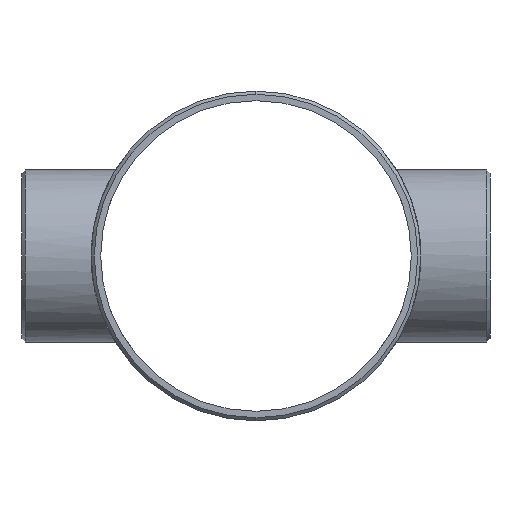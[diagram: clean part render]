
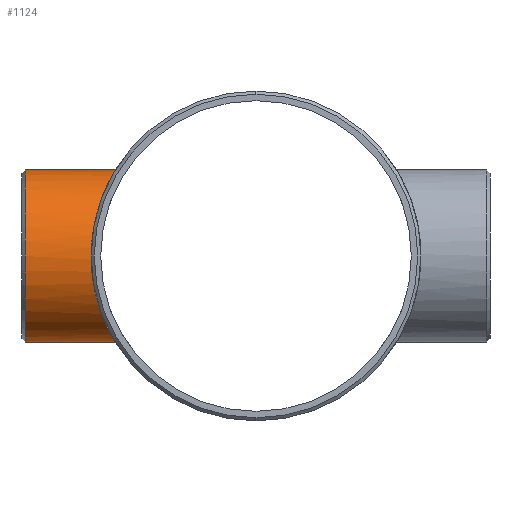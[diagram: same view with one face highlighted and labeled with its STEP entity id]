
A CAD part, left-side view. The second image highlights one B-rep face of the part: STEP entity #1124.
In plain terms, the highlighted cylindrical face has radius 57.15 mm (diameter 114.3 mm), a partial arc.
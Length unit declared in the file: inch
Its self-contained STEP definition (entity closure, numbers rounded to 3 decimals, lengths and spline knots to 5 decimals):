
#9 = CARTESIAN_POINT ( 'NONE',  ( -2.12791, 4.25003, -0.73492 ) ) ;
#17 = CARTESIAN_POINT ( 'NONE',  ( -1.75738, 4.07714, 1.4055 ) ) ;
#25 = CARTESIAN_POINT ( 'NONE',  ( -1.13134, 3.84731, 1.95039 ) ) ;
#29 = DIRECTION ( 'NONE',  ( 0., 0., -1. ) ) ;
#34 = EDGE_CURVE ( 'NONE', #565, #1172, #934, .T. ) ;
#38 = CARTESIAN_POINT ( 'NONE',  ( 0., 6.12, 0. ) ) ;
#45 = DIRECTION ( 'NONE',  ( 0., -1., 0. ) ) ;
#81 = CARTESIAN_POINT ( 'NONE',  ( -1.37358, 3.92698, -1.78244 ) ) ;
#86 = DIRECTION ( 'NONE',  ( 0., -1., 0. ) ) ;
#94 = CARTESIAN_POINT ( 'NONE',  ( -2.18964, 4.28131, -0.51902 ) ) ;
#110 = CARTESIAN_POINT ( 'NONE',  ( 0., 6.03667, 2.25 ) ) ;
#111 = CARTESIAN_POINT ( 'NONE',  ( -2.19053, 4.28175, 0.51925 ) ) ;
#122 = CARTESIAN_POINT ( 'NONE',  ( -2.24252, 4.3086, 0.18715 ) ) ;
#127 = FACE_OUTER_BOUND ( 'NONE', #1103, .T. ) ;
#165 = CARTESIAN_POINT ( 'NONE',  ( -0.30032, 3.68842, -2.23481 ) ) ;
#181 = ORIENTED_EDGE ( 'NONE', *, *, #452, .T. ) ;
#195 = CARTESIAN_POINT ( 'NONE',  ( -1.00339, 3.81114, 2.01916 ) ) ;
#201 = CARTESIAN_POINT ( 'NONE',  ( -0.14956, 3.67902, 2.25 ) ) ;
#209 = CARTESIAN_POINT ( 'NONE',  ( -1.84633, 4.11628, -1.28643 ) ) ;
#217 = CIRCLE ( 'NONE', #1081, 2.25 ) ;
#223 = CARTESIAN_POINT ( 'NONE',  ( -2.24911, 4.31204, 0.07372 ) ) ;
#245 = ORIENTED_EDGE ( 'NONE', *, *, #34, .T. ) ;
#290 = CARTESIAN_POINT ( 'NONE',  ( 0., 6.03667, 0. ) ) ;
#292 = CARTESIAN_POINT ( 'NONE',  ( -1.84497, 4.11567, 1.28838 ) ) ;
#295 = LINE ( 'NONE', #873, #956 ) ;
#301 = CARTESIAN_POINT ( 'NONE',  ( -2.22006, 4.29694, 0.37333 ) ) ;
#308 = CARTESIAN_POINT ( 'NONE',  ( -2.12749, 4.24985, 0.73326 ) ) ;
#319 = CARTESIAN_POINT ( 'NONE',  ( -1.94814, 4.16235, -1.13513 ) ) ;
#366 = CARTESIAN_POINT ( 'NONE',  ( -0.80262, 3.76539, -2.1023 ) ) ;
#369 = CARTESIAN_POINT ( 'NONE',  ( -0.59071, 3.72548, -2.17235 ) ) ;
#372 = CARTESIAN_POINT ( 'NONE',  ( -1.7589, 4.0778, -1.4036 ) ) ;
#387 = CARTESIAN_POINT ( 'NONE',  ( -2.19794, 4.28557, -0.48263 ) ) ;
#395 = CARTESIAN_POINT ( 'NONE',  ( -2.01732, 4.19551, -1.0072 ) ) ;
#403 = CARTESIAN_POINT ( 'NONE',  ( -1.82516, 4.10682, -1.3163 ) ) ;
#411 = CARTESIAN_POINT ( 'NONE',  ( -0.73257, 3.7506, 2.12869 ) ) ;
#452 = EDGE_CURVE ( 'NONE', #763, #749, #217, .T. ) ;
#468 = CARTESIAN_POINT ( 'NONE',  ( -0.69766, 3.74442, -2.13943 ) ) ;
#473 = CARTESIAN_POINT ( 'NONE',  ( -1.0061, 3.81183, -2.01787 ) ) ;
#477 = CARTESIAN_POINT ( 'NONE',  ( -1.53914, 3.98772, -1.64278 ) ) ;
#496 = CARTESIAN_POINT ( 'NONE',  ( -2.24989, 4.31245, -0.15187 ) ) ;
#503 = CARTESIAN_POINT ( 'NONE',  ( -1.68783, 4.04749, 1.48963 ) ) ;
#511 = CARTESIAN_POINT ( 'NONE',  ( -2.01661, 4.19516, 1.00882 ) ) ;
#527 = EDGE_CURVE ( 'NONE', #749, #565, #656, .T. ) ;
#562 = CARTESIAN_POINT ( 'NONE',  ( -0.51867, 3.71469, -2.19066 ) ) ;
#565 = VERTEX_POINT ( 'NONE', #582 ) ;
#567 = CARTESIAN_POINT ( 'NONE',  ( 0., 3.67902, -2.25 ) ) ;
#571 = CARTESIAN_POINT ( 'NONE',  ( -1.4858, 3.96738, -1.69119 ) ) ;
#573 = CARTESIAN_POINT ( 'NONE',  ( -0.15178, 3.67902, -2.25 ) ) ;
#582 = CARTESIAN_POINT ( 'NONE',  ( 0., 3.67902, -2.25 ) ) ;
#587 = CARTESIAN_POINT ( 'NONE',  ( -0.59058, 3.72594, 2.17143 ) ) ;
#595 = CARTESIAN_POINT ( 'NONE',  ( -1.48591, 3.96665, 1.69569 ) ) ;
#602 = CARTESIAN_POINT ( 'NONE',  ( -1.94692, 4.16177, 1.13722 ) ) ;
#613 = CARTESIAN_POINT ( 'NONE',  ( -2.25003, 4.31251, 0.03601 ) ) ;
#656 = LINE ( 'NONE', #1052, #1234 ) ;
#669 = CARTESIAN_POINT ( 'NONE',  ( -1.31528, 3.90696, -1.82589 ) ) ;
#679 = ORIENTED_EDGE ( 'NONE', *, *, #993, .F. ) ;
#683 = DIRECTION ( 'NONE',  ( 0., -1., 0. ) ) ;
#687 = CARTESIAN_POINT ( 'NONE',  ( -1.63911, 4.02736, 1.54305 ) ) ;
#695 = CARTESIAN_POINT ( 'NONE',  ( -1.82383, 4.10623, 1.31814 ) ) ;
#704 = CARTESIAN_POINT ( 'NONE',  ( -2.13934, 4.2558, 0.69794 ) ) ;
#712 = CARTESIAN_POINT ( 'NONE',  ( -2.10259, 4.23738, -0.80436 ) ) ;
#749 = VERTEX_POINT ( 'NONE', #1132 ) ;
#752 = CYLINDRICAL_SURFACE ( 'NONE', #1215, 2.25 ) ;
#763 = VERTEX_POINT ( 'NONE', #110 ) ;
#777 = CARTESIAN_POINT ( 'NONE',  ( -1.28541, 3.897, -1.84704 ) ) ;
#793 = CARTESIAN_POINT ( 'NONE',  ( -2.23125, 4.30274, 0.29944 ) ) ;
#799 = CARTESIAN_POINT ( 'NONE',  ( -2.16097, 4.26671, -0.62779 ) ) ;
#808 = CARTESIAN_POINT ( 'NONE',  ( -1.78139, 4.08756, -1.37495 ) ) ;
#816 = CARTESIAN_POINT ( 'NONE',  ( -0.80153, 3.76475, 2.10366 ) ) ;
#871 = CARTESIAN_POINT ( 'NONE',  ( -1.13403, 3.84812, -1.94879 ) ) ;
#873 = CARTESIAN_POINT ( 'NONE',  ( 0., 6.12, 2.25 ) ) ;
#876 = CARTESIAN_POINT ( 'NONE',  ( -1.64106, 4.02816, -1.54098 ) ) ;
#897 = CARTESIAN_POINT ( 'NONE',  ( -0.29773, 3.68816, 2.23524 ) ) ;
#905 = CARTESIAN_POINT ( 'NONE',  ( -2.10199, 4.23714, 0.80345 ) ) ;
#912 = CARTESIAN_POINT ( 'NONE',  ( -1.78002, 4.08696, 1.37672 ) ) ;
#934 = B_SPLINE_CURVE_WITH_KNOTS ( 'NONE', 3,
 ( #567, #573, #165, #562, #369, #468, #1257, #366, #968, #473, #871, #777, #669, #81, #1067, #571, #477, #876, #1265, #372, #808, #403, #209, #319, #395, #712, #9, #799, #1017, #94, #387, #1195, #496, #613, #223, #1188, #122, #793, #301, #111, #1178, #704, #308, #905, #1008, #511, #602, #292, #695, #912, #17, #503, #687, #595, #1083, #25, #195, #816, #411, #1205, #587, #1090, #992, #897, #201, #1000 ),
 .UNSPECIFIED., .F., .F.,
 ( 4, 2, 2, 2, 2, 2, 2, 2, 2, 2, 2, 2, 2, 2, 2, 2, 2, 2, 2, 2, 2, 2, 2, 2, 2, 2, 2, 2, 2, 2, 2, 2, 4 ),
 ( 0., 0.01138, 0.01707, 0.01992, 0.02276, 0.03414, 0.03699, 0.03983, 0.04552, 0.05121, 0.05406, 0.0569, 0.06828, 0.07397, 0.07682, 0.07966, 0.09104, 0.09389, 0.09673, 0.10242, 0.10811, 0.11096, 0.1138, 0.12518, 0.12803, 0.13087, 0.13656, 0.14794, 0.15932, 0.16501, 0.16786, 0.1707, 0.18208 ),
 .UNSPECIFIED. ) ;
#956 = VECTOR ( 'NONE', #86, 39.37008 ) ;
#968 = CARTESIAN_POINT ( 'NONE',  ( -0.83692, 3.77286, -2.08888 ) ) ;
#992 = CARTESIAN_POINT ( 'NONE',  ( -0.48122, 3.71018, 2.19825 ) ) ;
#993 = EDGE_CURVE ( 'NONE', #763, #1172, #295, .T. ) ;
#1000 = CARTESIAN_POINT ( 'NONE',  ( 0., 3.67902, 2.25 ) ) ;
#1008 = CARTESIAN_POINT ( 'NONE',  ( -2.08839, 4.23041, 0.83816 ) ) ;
#1017 = CARTESIAN_POINT ( 'NONE',  ( -2.17117, 4.27189, -0.59154 ) ) ;
#1052 = CARTESIAN_POINT ( 'NONE',  ( 0., 6.12, -2.25 ) ) ;
#1067 = CARTESIAN_POINT ( 'NONE',  ( -1.4021, 3.93705, -1.76009 ) ) ;
#1079 = DIRECTION ( 'NONE',  ( 0., 0., 1. ) ) ;
#1081 = AXIS2_PLACEMENT_3D ( 'NONE', #290, #683, #1079 ) ;
#1083 = CARTESIAN_POINT ( 'NONE',  ( -1.37451, 3.92571, 1.78736 ) ) ;
#1090 = CARTESIAN_POINT ( 'NONE',  ( -0.51797, 3.71513, 2.18989 ) ) ;
#1103 = EDGE_LOOP ( 'NONE', ( #679, #181, #1141, #245 ) ) ;
#1124 = ADVANCED_FACE ( 'NONE', ( #127 ), #752, .T. ) ;
#1132 = CARTESIAN_POINT ( 'NONE',  ( 0., 6.03667, -2.25 ) ) ;
#1141 = ORIENTED_EDGE ( 'NONE', *, *, #527, .T. ) ;
#1142 = CARTESIAN_POINT ( 'NONE',  ( 0., 3.67902, 2.25 ) ) ;
#1154 = DIRECTION ( 'NONE',  ( 0., -1., 0. ) ) ;
#1172 = VERTEX_POINT ( 'NONE', #1142 ) ;
#1178 = CARTESIAN_POINT ( 'NONE',  ( -2.17219, 4.27238, 0.59128 ) ) ;
#1188 = CARTESIAN_POINT ( 'NONE',  ( -2.24535, 4.31008, 0.14942 ) ) ;
#1195 = CARTESIAN_POINT ( 'NONE',  ( -2.23488, 4.30456, -0.30002 ) ) ;
#1205 = CARTESIAN_POINT ( 'NONE',  ( -0.62642, 3.7318, 2.16136 ) ) ;
#1215 = AXIS2_PLACEMENT_3D ( 'NONE', #38, #45, #29 ) ;
#1234 = VECTOR ( 'NONE', #1154, 39.37008 ) ;
#1257 = CARTESIAN_POINT ( 'NONE',  ( -0.73304, 3.75118, -2.12756 ) ) ;
#1265 = CARTESIAN_POINT ( 'NONE',  ( -1.68963, 4.04824, -1.48759 ) ) ;
